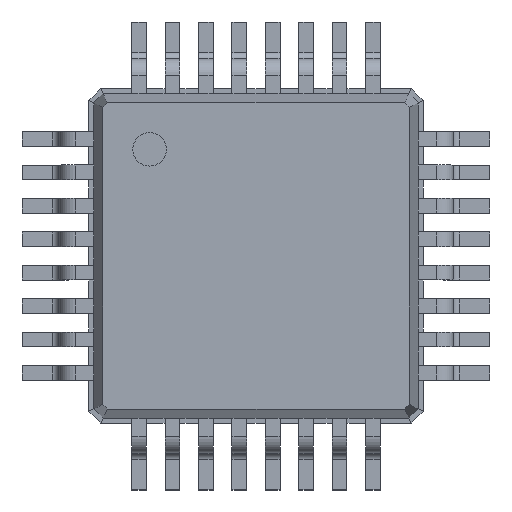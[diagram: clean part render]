
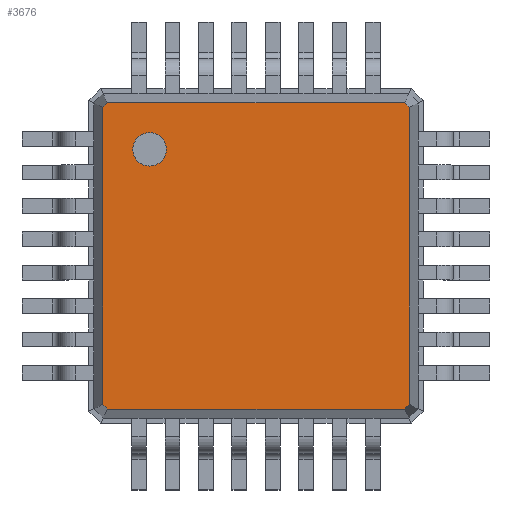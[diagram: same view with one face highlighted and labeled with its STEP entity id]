
A CAD part, top view. The second image highlights one B-rep face of the part: STEP entity #3676.
In plain terms, the highlighted planar face has unit normal (0, 0, 1).
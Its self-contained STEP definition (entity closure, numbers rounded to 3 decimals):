
#1394 = VERTEX_POINT('',#1395);
#1395 = CARTESIAN_POINT('',(2.221,2.292,1.5));
#1400 = EDGE_CURVE('',#1401,#1394,#1403,.T.);
#1401 = VERTEX_POINT('',#1402);
#1402 = CARTESIAN_POINT('',(-2.221,2.292,1.5));
#1403 = LINE('',#1404,#1405);
#1404 = CARTESIAN_POINT('',(-2.221,2.292,1.5));
#1405 = VECTOR('',#1406,1.);
#1406 = DIRECTION('',(1.,0.,0.));
#3659 = EDGE_CURVE('',#3660,#1401,#3662,.T.);
#3660 = VERTEX_POINT('',#3661);
#3661 = CARTESIAN_POINT('',(-2.292,2.221,1.5));
#3662 = LINE('',#3663,#3664);
#3663 = CARTESIAN_POINT('',(-2.292,2.221,1.5));
#3664 = VECTOR('',#3665,1.);
#3665 = DIRECTION('',(0.707,0.707,0.));
#3676 = ADVANCED_FACE('',(#3677,#3727),#3738,.T.);
#3677 = FACE_BOUND('',#3678,.T.);
#3678 = EDGE_LOOP('',(#3679,#3680,#3681,#3689,#3697,#3705,#3713,#3721));
#3679 = ORIENTED_EDGE('',*,*,#1400,.F.);
#3680 = ORIENTED_EDGE('',*,*,#3659,.F.);
#3681 = ORIENTED_EDGE('',*,*,#3682,.F.);
#3682 = EDGE_CURVE('',#3683,#3660,#3685,.T.);
#3683 = VERTEX_POINT('',#3684);
#3684 = CARTESIAN_POINT('',(-2.292,-2.221,1.5));
#3685 = LINE('',#3686,#3687);
#3686 = CARTESIAN_POINT('',(-2.292,-2.221,1.5));
#3687 = VECTOR('',#3688,1.);
#3688 = DIRECTION('',(0.,1.,0.));
#3689 = ORIENTED_EDGE('',*,*,#3690,.F.);
#3690 = EDGE_CURVE('',#3691,#3683,#3693,.T.);
#3691 = VERTEX_POINT('',#3692);
#3692 = CARTESIAN_POINT('',(-2.221,-2.292,1.5));
#3693 = LINE('',#3694,#3695);
#3694 = CARTESIAN_POINT('',(-2.221,-2.292,1.5));
#3695 = VECTOR('',#3696,1.);
#3696 = DIRECTION('',(-0.707,0.707,0.));
#3697 = ORIENTED_EDGE('',*,*,#3698,.F.);
#3698 = EDGE_CURVE('',#3699,#3691,#3701,.T.);
#3699 = VERTEX_POINT('',#3700);
#3700 = CARTESIAN_POINT('',(2.221,-2.292,1.5));
#3701 = LINE('',#3702,#3703);
#3702 = CARTESIAN_POINT('',(2.221,-2.292,1.5));
#3703 = VECTOR('',#3704,1.);
#3704 = DIRECTION('',(-1.,0.,0.));
#3705 = ORIENTED_EDGE('',*,*,#3706,.F.);
#3706 = EDGE_CURVE('',#3707,#3699,#3709,.T.);
#3707 = VERTEX_POINT('',#3708);
#3708 = CARTESIAN_POINT('',(2.292,-2.221,1.5));
#3709 = LINE('',#3710,#3711);
#3710 = CARTESIAN_POINT('',(2.292,-2.221,1.5));
#3711 = VECTOR('',#3712,1.);
#3712 = DIRECTION('',(-0.707,-0.707,0.));
#3713 = ORIENTED_EDGE('',*,*,#3714,.F.);
#3714 = EDGE_CURVE('',#3715,#3707,#3717,.T.);
#3715 = VERTEX_POINT('',#3716);
#3716 = CARTESIAN_POINT('',(2.292,2.221,1.5));
#3717 = LINE('',#3718,#3719);
#3718 = CARTESIAN_POINT('',(2.292,2.221,1.5));
#3719 = VECTOR('',#3720,1.);
#3720 = DIRECTION('',(0.,-1.,0.));
#3721 = ORIENTED_EDGE('',*,*,#3722,.F.);
#3722 = EDGE_CURVE('',#1394,#3715,#3723,.T.);
#3723 = LINE('',#3724,#3725);
#3724 = CARTESIAN_POINT('',(2.221,2.292,1.5));
#3725 = VECTOR('',#3726,1.);
#3726 = DIRECTION('',(0.707,-0.707,0.));
#3727 = FACE_BOUND('',#3728,.T.);
#3728 = EDGE_LOOP('',(#3729));
#3729 = ORIENTED_EDGE('',*,*,#3730,.F.);
#3730 = EDGE_CURVE('',#3731,#3731,#3733,.T.);
#3731 = VERTEX_POINT('',#3732);
#3732 = CARTESIAN_POINT('',(-1.592,1.342,1.5));
#3733 = CIRCLE('',#3734,0.25);
#3734 = AXIS2_PLACEMENT_3D('',#3735,#3736,#3737);
#3735 = CARTESIAN_POINT('',(-1.592,1.592,1.5));
#3736 = DIRECTION('',(0.,0.,1.));
#3737 = DIRECTION('',(0.,-1.,0.));
#3738 = PLANE('',#3739);
#3739 = AXIS2_PLACEMENT_3D('',#3740,#3741,#3742);
#3740 = CARTESIAN_POINT('',(-2.221,2.292,1.5));
#3741 = DIRECTION('',(0.,0.,1.));
#3742 = DIRECTION('',(0.696,-0.718,0.));
